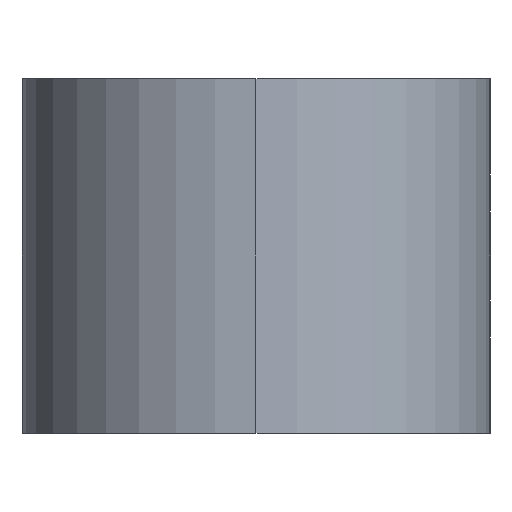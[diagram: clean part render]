
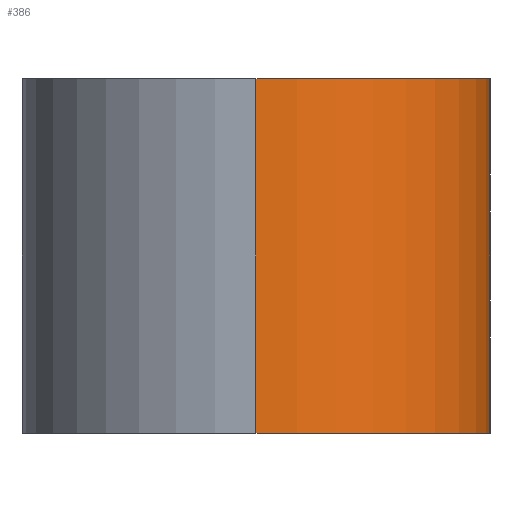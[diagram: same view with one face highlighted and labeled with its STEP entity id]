
A CAD part, left-side view. The second image highlights one B-rep face of the part: STEP entity #386.
In plain terms, the highlighted cylindrical face has radius 33 mm (diameter 66 mm), a partial arc.
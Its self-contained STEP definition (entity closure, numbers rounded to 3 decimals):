
#67 = VECTOR ( 'NONE', #475, 1000. ) ;
#134 = VERTEX_POINT ( 'NONE', #957 ) ;
#139 = EDGE_CURVE ( 'NONE', #381, #618, #223, .T. ) ;
#194 = DIRECTION ( 'NONE',  ( 0., 0., 1. ) ) ;
#218 = CARTESIAN_POINT ( 'NONE',  ( 0., 0., 25. ) ) ;
#223 = CIRCLE ( 'NONE', #1048, 33. ) ;
#273 = CARTESIAN_POINT ( 'NONE',  ( 0., -33., 25. ) ) ;
#381 = VERTEX_POINT ( 'NONE', #502 ) ;
#382 = CARTESIAN_POINT ( 'NONE',  ( 0., 0., -25. ) ) ;
#386 = ADVANCED_FACE ( 'NONE', ( #789 ), #692, .T. ) ;
#420 = CARTESIAN_POINT ( 'NONE',  ( 0., 0., 25. ) ) ;
#475 = DIRECTION ( 'NONE',  ( 0., 0., -1. ) ) ;
#486 = ORIENTED_EDGE ( 'NONE', *, *, #493, .T. ) ;
#493 = EDGE_CURVE ( 'NONE', #774, #381, #1203, .T. ) ;
#502 = CARTESIAN_POINT ( 'NONE',  ( -33., 0., -25. ) ) ;
#507 = DIRECTION ( 'NONE',  ( 0., 0., 1. ) ) ;
#551 = CARTESIAN_POINT ( 'NONE',  ( 0., -33., -25. ) ) ;
#575 = ORIENTED_EDGE ( 'NONE', *, *, #940, .F. ) ;
#601 = EDGE_LOOP ( 'NONE', ( #1123, #486, #613, #575 ) ) ;
#607 = DIRECTION ( 'NONE',  ( 0., 0., -1. ) ) ;
#613 = ORIENTED_EDGE ( 'NONE', *, *, #139, .T. ) ;
#618 = VERTEX_POINT ( 'NONE', #551 ) ;
#644 = EDGE_CURVE ( 'NONE', #774, #134, #873, .T. ) ;
#649 = CARTESIAN_POINT ( 'NONE',  ( -33., 0., 25. ) ) ;
#659 = DIRECTION ( 'NONE',  ( 1., 0., 0. ) ) ;
#692 = CYLINDRICAL_SURFACE ( 'NONE', #1035, 33. ) ;
#712 = DIRECTION ( 'NONE',  ( 1., 0., 0. ) ) ;
#774 = VERTEX_POINT ( 'NONE', #649 ) ;
#789 = FACE_OUTER_BOUND ( 'NONE', #601, .T. ) ;
#813 = AXIS2_PLACEMENT_3D ( 'NONE', #420, #507, #712 ) ;
#873 = CIRCLE ( 'NONE', #813, 33. ) ;
#900 = DIRECTION ( 'NONE',  ( -1., 0., 0. ) ) ;
#919 = CARTESIAN_POINT ( 'NONE',  ( -33., 0., 25. ) ) ;
#925 = DIRECTION ( 'NONE',  ( 0., 0., -1. ) ) ;
#940 = EDGE_CURVE ( 'NONE', #134, #618, #959, .T. ) ;
#957 = CARTESIAN_POINT ( 'NONE',  ( 0., -33., 25. ) ) ;
#959 = LINE ( 'NONE', #273, #67 ) ;
#993 = VECTOR ( 'NONE', #607, 1000. ) ;
#1035 = AXIS2_PLACEMENT_3D ( 'NONE', #218, #925, #900 ) ;
#1048 = AXIS2_PLACEMENT_3D ( 'NONE', #382, #194, #659 ) ;
#1123 = ORIENTED_EDGE ( 'NONE', *, *, #644, .F. ) ;
#1203 = LINE ( 'NONE', #919, #993 ) ;
